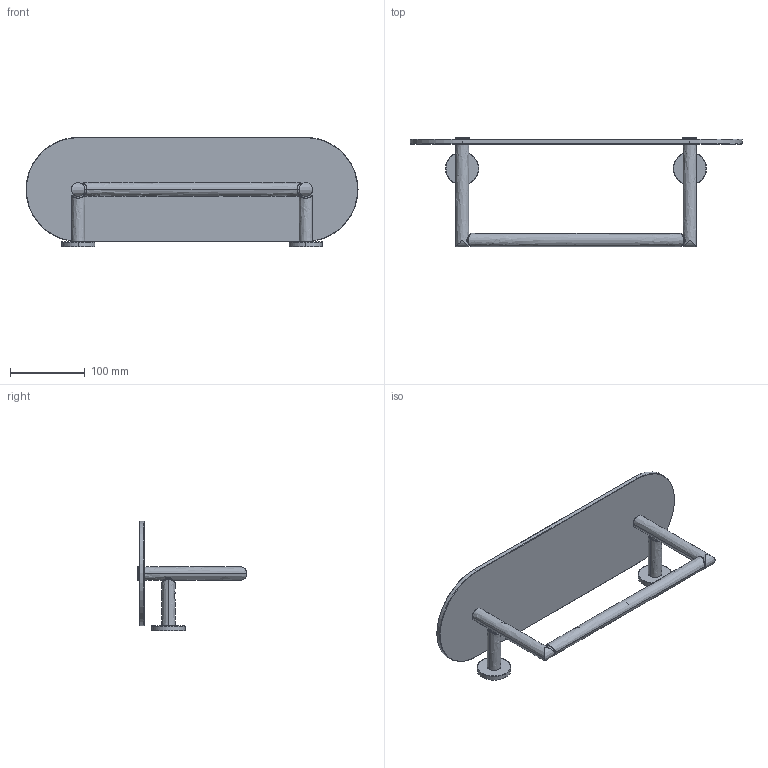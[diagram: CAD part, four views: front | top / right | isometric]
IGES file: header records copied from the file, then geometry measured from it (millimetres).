
Start section:  PTC IGES file: 0219t-18.igs
Global section: file name: 0219t-18.igs; native system: Creo Parametric by PTC Inc.; preprocessor: 2018400; author: jinson.thomas; organization: Unknown; date: 20220125.122344; units: inch
Bounding box: 444.5 x 146.87 x 146.47 mm (x, y, z)
Volume: 562642.8 mm3; surface area: 169800.7 mm2
Topology: 1 solids, 1 shells, 524 faces, 1480 edges, 976 vertices
Faces by surface type: bspline 318, revolution 206
